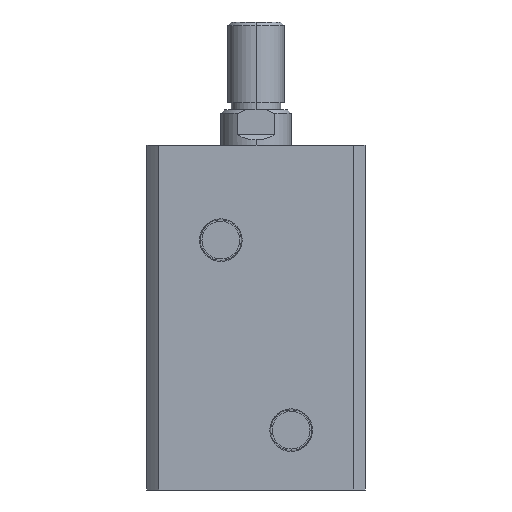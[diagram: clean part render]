
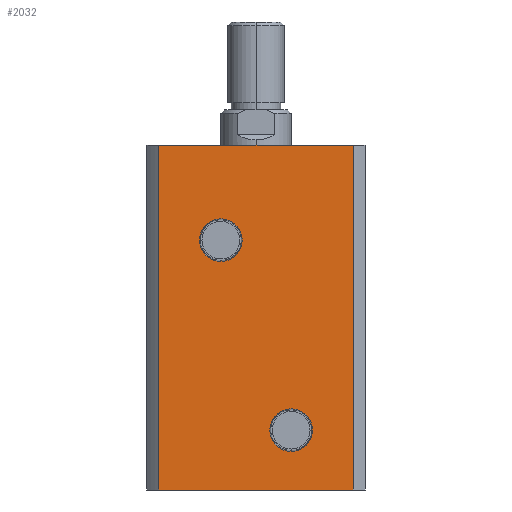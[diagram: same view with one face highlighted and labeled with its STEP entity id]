
A CAD part, left-side view. The second image highlights one B-rep face of the part: STEP entity #2032.
In plain terms, the highlighted planar face has unit normal (-1, 0, 0).
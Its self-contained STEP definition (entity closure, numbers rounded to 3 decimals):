
#542 = VERTEX_POINT ( 'NONE', #2823 ) ;
#546 = VERTEX_POINT ( 'NONE', #2793 ) ;
#551 = VERTEX_POINT ( 'NONE', #2803 ) ;
#553 = VERTEX_POINT ( 'NONE', #2797 ) ;
#562 = VERTEX_POINT ( 'NONE', #2824 ) ;
#725 = EDGE_LOOP ( 'NONE', ( #825, #826 ) ) ;
#726 = EDGE_LOOP ( 'NONE', ( #827, #828, #829, #830 ) ) ;
#730 = EDGE_LOOP ( 'NONE', ( #823, #824 ) ) ;
#823 = ORIENTED_EDGE ( 'NONE', *, *, #2582, .F. ) ;
#824 = ORIENTED_EDGE ( 'NONE', *, *, #2433, .F. ) ;
#825 = ORIENTED_EDGE ( 'NONE', *, *, #2581, .F. ) ;
#826 = ORIENTED_EDGE ( 'NONE', *, *, #2425, .F. ) ;
#827 = ORIENTED_EDGE ( 'NONE', *, *, #2580, .T. ) ;
#828 = ORIENTED_EDGE ( 'NONE', *, *, #2579, .F. ) ;
#829 = ORIENTED_EDGE ( 'NONE', *, *, #2578, .F. ) ;
#830 = ORIENTED_EDGE ( 'NONE', *, *, #2577, .T. ) ;
#1267 = AXIS2_PLACEMENT_3D ( 'NONE', #2310, #2311, #2312 ) ;
#1271 = AXIS2_PLACEMENT_3D ( 'NONE', #2330, #2331, #2332 ) ;
#1333 = AXIS2_PLACEMENT_3D ( 'NONE', #3170, #3171, #3172 ) ;
#1334 = AXIS2_PLACEMENT_3D ( 'NONE', #3174, #3175, #3176 ) ;
#1471 = FACE_OUTER_BOUND ( 'NONE', #726, .T. ) ;
#1472 = FACE_BOUND ( 'NONE', #730, .T. ) ;
#1474 = FACE_BOUND ( 'NONE', #725, .T. ) ;
#1749 = CIRCLE ( 'NONE', #1267, 6.06 ) ;
#1761 = CIRCLE ( 'NONE', #1271, 6.06 ) ;
#1968 = LINE ( 'NONE', #3160, #1975 ) ;
#1973 = LINE ( 'NONE', #3159, #1977 ) ;
#1975 = VECTOR ( 'NONE', #3155, 1000. ) ;
#1976 = LINE ( 'NONE', #3165, #1979 ) ;
#1977 = VECTOR ( 'NONE', #3164, 1000. ) ;
#1978 = LINE ( 'NONE', #3167, #1981 ) ;
#1979 = VECTOR ( 'NONE', #3166, 1000. ) ;
#1980 = CIRCLE ( 'NONE', #1333, 6.06 ) ;
#1981 = VECTOR ( 'NONE', #3168, 1000. ) ;
#1982 = CIRCLE ( 'NONE', #1334, 6.06 ) ;
#2032 = ADVANCED_FACE ( 'NONE', ( #1472, #1474, #1471 ), #2905, .F. ) ;
#2310 = CARTESIAN_POINT ( 'NONE',  ( -31., -10., 17. ) ) ;
#2311 = DIRECTION ( 'NONE',  ( -1., 0., 0. ) ) ;
#2312 = DIRECTION ( 'NONE',  ( 0., 0., 1. ) ) ;
#2330 = CARTESIAN_POINT ( 'NONE',  ( -31., 10., 71. ) ) ;
#2331 = DIRECTION ( 'NONE',  ( -1., 0., 0. ) ) ;
#2332 = DIRECTION ( 'NONE',  ( 0., 0., 1. ) ) ;
#2425 = EDGE_CURVE ( 'NONE', #551, #562, #1749, .T. ) ;
#2433 = EDGE_CURVE ( 'NONE', #3800, #2920, #1761, .T. ) ;
#2577 = EDGE_CURVE ( 'NONE', #542, #546, #1968, .T. ) ;
#2578 = EDGE_CURVE ( 'NONE', #542, #553, #1973, .T. ) ;
#2579 = EDGE_CURVE ( 'NONE', #553, #2914, #1976, .T. ) ;
#2580 = EDGE_CURVE ( 'NONE', #546, #2914, #1978, .T. ) ;
#2581 = EDGE_CURVE ( 'NONE', #562, #551, #1980, .T. ) ;
#2582 = EDGE_CURVE ( 'NONE', #2920, #3800, #1982, .T. ) ;
#2668 = AXIS2_PLACEMENT_3D ( 'NONE', #2908, #2883, #2902 ) ;
#2793 = CARTESIAN_POINT ( 'NONE',  ( -31., 27.591, 0. ) ) ;
#2797 = CARTESIAN_POINT ( 'NONE',  ( -31., -27.591, 98. ) ) ;
#2803 = CARTESIAN_POINT ( 'NONE',  ( -31., -10., 10.94 ) ) ;
#2823 = CARTESIAN_POINT ( 'NONE',  ( -31., 27.591, 98. ) ) ;
#2824 = CARTESIAN_POINT ( 'NONE',  ( -31., -10., 23.06 ) ) ;
#2883 = DIRECTION ( 'NONE',  ( 1., 0., 0. ) ) ;
#2902 = DIRECTION ( 'NONE',  ( 0., 0., -1. ) ) ;
#2905 = PLANE ( 'NONE',  #2668 ) ;
#2908 = CARTESIAN_POINT ( 'NONE',  ( -31., 0., 98. ) ) ;
#2914 = VERTEX_POINT ( 'NONE', #3376 ) ;
#2920 = VERTEX_POINT ( 'NONE', #3380 ) ;
#3155 = DIRECTION ( 'NONE',  ( 0., 0., -1. ) ) ;
#3159 = CARTESIAN_POINT ( 'NONE',  ( -31., 0., 98. ) ) ;
#3160 = CARTESIAN_POINT ( 'NONE',  ( -31., 27.591, 98. ) ) ;
#3164 = DIRECTION ( 'NONE',  ( 0., -1., 0. ) ) ;
#3165 = CARTESIAN_POINT ( 'NONE',  ( -31., -27.591, 98. ) ) ;
#3166 = DIRECTION ( 'NONE',  ( 0., 0., -1. ) ) ;
#3167 = CARTESIAN_POINT ( 'NONE',  ( -31., 0., 0. ) ) ;
#3168 = DIRECTION ( 'NONE',  ( 0., -1., 0. ) ) ;
#3170 = CARTESIAN_POINT ( 'NONE',  ( -31., -10., 17. ) ) ;
#3171 = DIRECTION ( 'NONE',  ( -1., 0., 0. ) ) ;
#3172 = DIRECTION ( 'NONE',  ( 0., 0., 1. ) ) ;
#3174 = CARTESIAN_POINT ( 'NONE',  ( -31., 10., 71. ) ) ;
#3175 = DIRECTION ( 'NONE',  ( -1., 0., 0. ) ) ;
#3176 = DIRECTION ( 'NONE',  ( 0., 0., 1. ) ) ;
#3376 = CARTESIAN_POINT ( 'NONE',  ( -31., -27.591, 0. ) ) ;
#3380 = CARTESIAN_POINT ( 'NONE',  ( -31., 10., 77.06 ) ) ;
#3470 = CARTESIAN_POINT ( 'NONE',  ( -31., 10., 64.94 ) ) ;
#3800 = VERTEX_POINT ( 'NONE', #3470 ) ;
